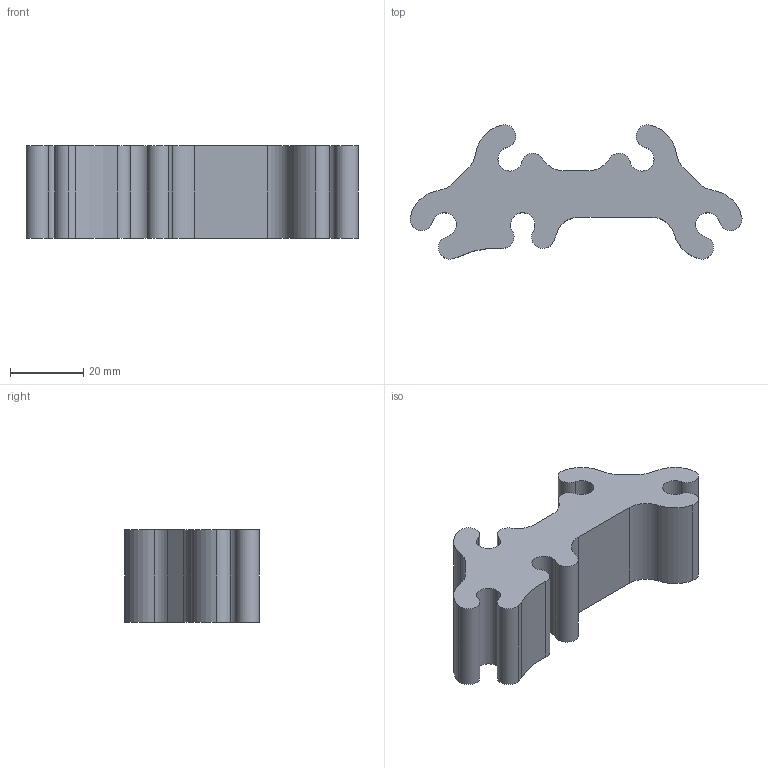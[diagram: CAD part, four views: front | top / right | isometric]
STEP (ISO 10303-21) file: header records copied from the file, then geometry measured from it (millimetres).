
FILE_DESCRIPTION(/* description */ ('Corner Connect piece for use in C-Base Drive Chassis Eight of these pieces come standard in the C-Base.'),/* implementation_level */ '2;1');
FILE_NAME(/* name */ 'DBK_CornerConnect_am-0212.ipt.step',/* time_stamp */ '2014-01-07T10:55:46-08:00',/* author */ ('Autodesk Inc.'),/* organization */ ('Autodesk Inc.'),/* preprocessor_version */ 'ST-DEVELOPER v15.2',/* originating_system */ 'Autodesk Inventor 2014',/* authorisation */ '');
FILE_SCHEMA (('AUTOMOTIVE_DESIGN { 1 0 10303 214 3 1 1 }'));
Length unit declared in the file: inch
Products named in the file (1): DBK_CornerConnect_am-0212
Bounding box: 90.49 x 36.61 x 25.27 mm (x, y, z)
Volume: 39586.5 mm3; surface area: 11145 mm2
Topology: 1 solids, 1 shells, 37 faces, 105 edges, 70 vertices
Faces by surface type: cylinder 31, plane 6
Entity records: 1264 total; most frequent: DIRECTION 243, CARTESIAN_POINT 213, ORIENTED_EDGE 210, EDGE_CURVE 105, AXIS2_PLACEMENT_3D 100, VERTEX_POINT 70, CIRCLE 62, LINE 43
